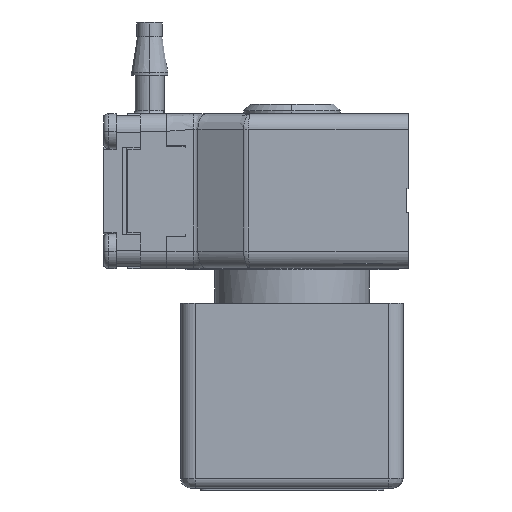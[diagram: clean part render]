
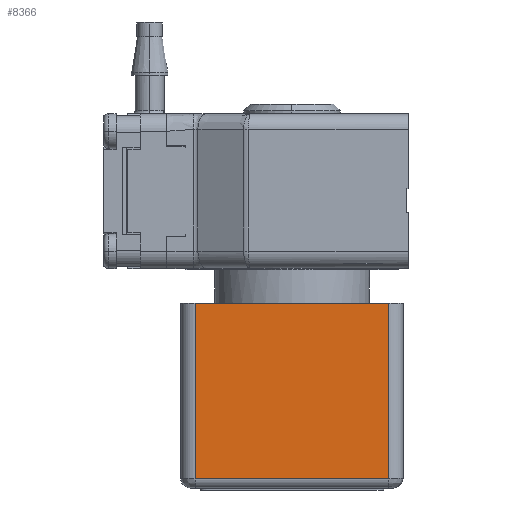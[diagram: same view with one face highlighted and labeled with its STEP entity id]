
A CAD part, left-side view. The second image highlights one B-rep face of the part: STEP entity #8366.
In plain terms, the highlighted planar face has unit normal (-1, 0, 0).
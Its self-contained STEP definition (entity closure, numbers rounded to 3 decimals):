
#146 = CARTESIAN_POINT ( 'NONE',  ( -12., 10., -29.7 ) ) ;
#350 = ORIENTED_EDGE ( 'NONE', *, *, #8262, .T. ) ;
#1274 = VECTOR ( 'NONE', #20366, 1000. ) ;
#1311 = EDGE_LOOP ( 'NONE', ( #350, #30492, #13519, #5334 ) ) ;
#1642 = CARTESIAN_POINT ( 'NONE',  ( -12., 10., -11.6 ) ) ;
#3512 = DIRECTION ( 'NONE',  ( -1., 0., 0. ) ) ;
#3823 = PLANE ( 'NONE',  #5015 ) ;
#5015 = AXIS2_PLACEMENT_3D ( 'NONE', #25874, #3512, #28362 ) ;
#5334 = ORIENTED_EDGE ( 'NONE', *, *, #20997, .F. ) ;
#8262 = EDGE_CURVE ( 'NONE', #24280, #28716, #17674, .T. ) ;
#8366 = ADVANCED_FACE ( 'NONE', ( #8907 ), #3823, .T. ) ;
#8907 = FACE_OUTER_BOUND ( 'NONE', #1311, .T. ) ;
#10079 = DIRECTION ( 'NONE',  ( 0., 0., 1. ) ) ;
#10437 = DIRECTION ( 'NONE',  ( 0., 1., 0. ) ) ;
#12553 = CARTESIAN_POINT ( 'NONE',  ( -12., -10., -29.7 ) ) ;
#13519 = ORIENTED_EDGE ( 'NONE', *, *, #21407, .F. ) ;
#15288 = CARTESIAN_POINT ( 'NONE',  ( -12., -10., -29.7 ) ) ;
#15672 = CARTESIAN_POINT ( 'NONE',  ( -12., -10., -29.7 ) ) ;
#17226 = VERTEX_POINT ( 'NONE', #25056 ) ;
#17674 = LINE ( 'NONE', #15672, #18129 ) ;
#17694 = LINE ( 'NONE', #27745, #22187 ) ;
#18129 = VECTOR ( 'NONE', #10079, 1000. ) ;
#19495 = EDGE_CURVE ( 'NONE', #28716, #26040, #17694, .T. ) ;
#19876 = LINE ( 'NONE', #146, #1274 ) ;
#19912 = LINE ( 'NONE', #15288, #28066 ) ;
#20366 = DIRECTION ( 'NONE',  ( 0., 0., 1. ) ) ;
#20997 = EDGE_CURVE ( 'NONE', #24280, #17226, #19912, .T. ) ;
#21407 = EDGE_CURVE ( 'NONE', #17226, #26040, #19876, .T. ) ;
#22187 = VECTOR ( 'NONE', #10437, 1000. ) ;
#24280 = VERTEX_POINT ( 'NONE', #12553 ) ;
#25056 = CARTESIAN_POINT ( 'NONE',  ( -12., 10., -29.7 ) ) ;
#25874 = CARTESIAN_POINT ( 'NONE',  ( -12., 10., -11.6 ) ) ;
#26040 = VERTEX_POINT ( 'NONE', #1642 ) ;
#27745 = CARTESIAN_POINT ( 'NONE',  ( -12., -10., -11.6 ) ) ;
#27829 = DIRECTION ( 'NONE',  ( 0., 1., 0. ) ) ;
#28066 = VECTOR ( 'NONE', #27829, 1000. ) ;
#28362 = DIRECTION ( 'NONE',  ( 0., 0., 1. ) ) ;
#28716 = VERTEX_POINT ( 'NONE', #28738 ) ;
#28738 = CARTESIAN_POINT ( 'NONE',  ( -12., -10., -11.6 ) ) ;
#30492 = ORIENTED_EDGE ( 'NONE', *, *, #19495, .T. ) ;
